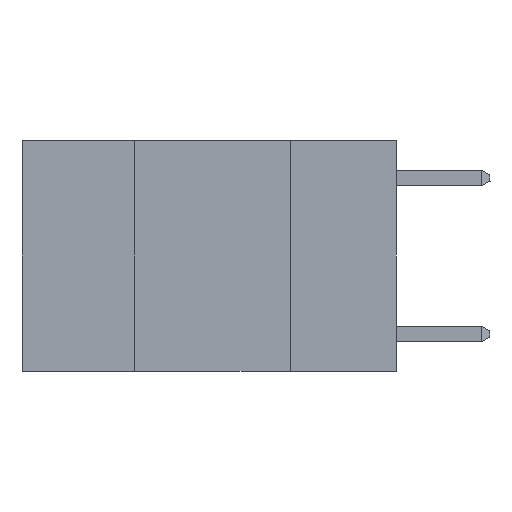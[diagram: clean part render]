
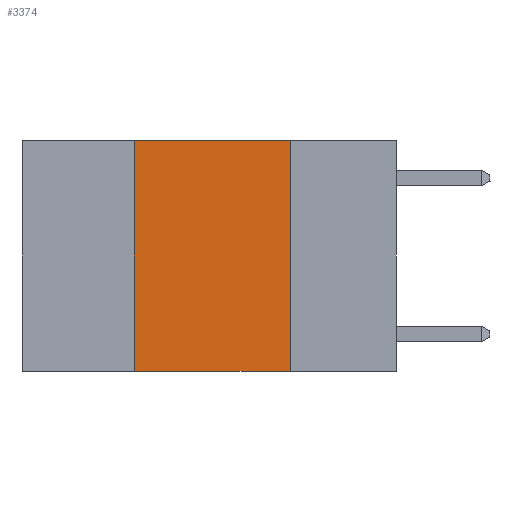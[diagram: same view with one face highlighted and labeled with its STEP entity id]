
A CAD part, left-side view. The second image highlights one B-rep face of the part: STEP entity #3374.
In plain terms, the highlighted planar face has unit normal (-1, 0, 0).
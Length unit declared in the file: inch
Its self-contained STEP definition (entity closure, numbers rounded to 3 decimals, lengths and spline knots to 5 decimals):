
#578 = DIRECTION ( 'NONE',  ( 0., 0., -1. ) ) ;
#638 = DIRECTION ( 'NONE',  ( 0., 0., 1. ) ) ;
#708 = CARTESIAN_POINT ( 'NONE',  ( 0., 0.42, 0. ) ) ;
#757 = VERTEX_POINT ( 'NONE', #12617 ) ;
#862 = CARTESIAN_POINT ( 'NONE',  ( 0., 0.17, 0. ) ) ;
#1104 = AXIS2_PLACEMENT_3D ( 'NONE', #20197, #18311, #18254 ) ;
#1720 = CARTESIAN_POINT ( 'NONE',  ( 0., 0.42, -0.37 ) ) ;
#2749 = EDGE_LOOP ( 'NONE', ( #11931, #12531, #16344, #16409 ) ) ;
#3374 = ADVANCED_FACE ( 'NONE', ( #7303 ), #18466, .F. ) ;
#3946 = EDGE_CURVE ( 'NONE', #8065, #19593, #5290, .T. ) ;
#4224 = VECTOR ( 'NONE', #578, 39.37008 ) ;
#4487 = LINE ( 'NONE', #708, #12413 ) ;
#5290 = LINE ( 'NONE', #19705, #17225 ) ;
#5330 = EDGE_CURVE ( 'NONE', #8216, #8065, #4487, .T. ) ;
#6411 = EDGE_CURVE ( 'NONE', #19593, #757, #8951, .T. ) ;
#7165 = CARTESIAN_POINT ( 'NONE',  ( 0., 0.6, -0.37 ) ) ;
#7303 = FACE_OUTER_BOUND ( 'NONE', #2749, .T. ) ;
#8065 = VERTEX_POINT ( 'NONE', #18715 ) ;
#8216 = VERTEX_POINT ( 'NONE', #1720 ) ;
#8951 = LINE ( 'NONE', #19433, #4224 ) ;
#9535 = EDGE_CURVE ( 'NONE', #8216, #757, #16860, .T. ) ;
#10306 = DIRECTION ( 'NONE',  ( 0., -1., 0. ) ) ;
#11931 = ORIENTED_EDGE ( 'NONE', *, *, #6411, .F. ) ;
#12413 = VECTOR ( 'NONE', #638, 39.37008 ) ;
#12531 = ORIENTED_EDGE ( 'NONE', *, *, #3946, .F. ) ;
#12617 = CARTESIAN_POINT ( 'NONE',  ( 0., 0.17, -0.37 ) ) ;
#12807 = VECTOR ( 'NONE', #10306, 39.37008 ) ;
#16344 = ORIENTED_EDGE ( 'NONE', *, *, #5330, .F. ) ;
#16409 = ORIENTED_EDGE ( 'NONE', *, *, #9535, .T. ) ;
#16860 = LINE ( 'NONE', #7165, #12807 ) ;
#17225 = VECTOR ( 'NONE', #19714, 39.37008 ) ;
#18254 = DIRECTION ( 'NONE',  ( 0., 0., -1. ) ) ;
#18311 = DIRECTION ( 'NONE',  ( 1., 0., 0. ) ) ;
#18466 = PLANE ( 'NONE',  #1104 ) ;
#18715 = CARTESIAN_POINT ( 'NONE',  ( 0., 0.42, 0. ) ) ;
#19433 = CARTESIAN_POINT ( 'NONE',  ( 0., 0.17, 0. ) ) ;
#19593 = VERTEX_POINT ( 'NONE', #862 ) ;
#19705 = CARTESIAN_POINT ( 'NONE',  ( 0., 0.6, 0. ) ) ;
#19714 = DIRECTION ( 'NONE',  ( 0., -1., 0. ) ) ;
#20197 = CARTESIAN_POINT ( 'NONE',  ( 0., 0.6, 0. ) ) ;
